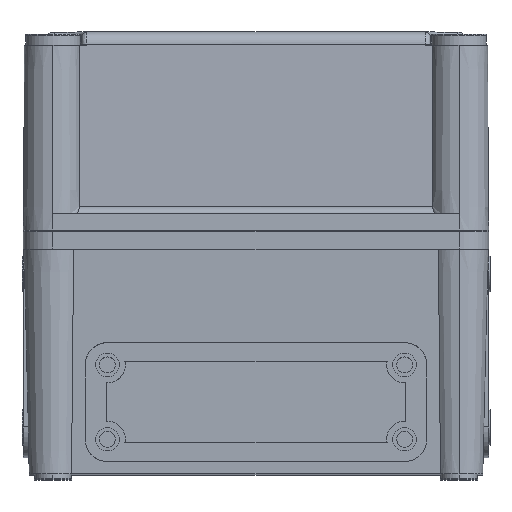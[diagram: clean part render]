
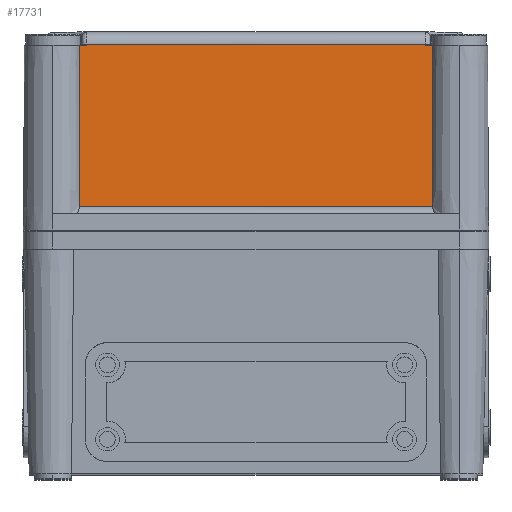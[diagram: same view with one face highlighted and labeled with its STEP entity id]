
A CAD part, top view. The second image highlights one B-rep face of the part: STEP entity #17731.
In plain terms, the highlighted planar face has unit normal (0, 0.019, 1).
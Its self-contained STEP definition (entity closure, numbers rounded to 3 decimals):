
#43 = EDGE_CURVE ( 'NONE', #18542, #20132, #19081, .T. ) ;
#129 = CARTESIAN_POINT ( 'NONE',  ( -71.009, 75.096, 131.149 ) ) ;
#220 = EDGE_CURVE ( 'NONE', #25758, #2687, #27338, .T. ) ;
#1770 = EDGE_LOOP ( 'NONE', ( #13085, #10320, #21300, #13946, #20614, #11259, #20858, #15357 ) ) ;
#2006 = CARTESIAN_POINT ( 'NONE',  ( 71.161, 74.5, 131.16 ) ) ;
#2492 = CARTESIAN_POINT ( 'NONE',  ( -68.559, 74.699, 131.156 ) ) ;
#2687 = VERTEX_POINT ( 'NONE', #4514 ) ;
#3321 = CARTESIAN_POINT ( 'NONE',  ( -87.466, 6.5, 132.466 ) ) ;
#3431 = B_SPLINE_CURVE_WITH_KNOTS ( 'NONE', 3,
 ( #13906, #18523, #2492, #4800 ),
 .UNSPECIFIED., .F., .F.,
 ( 4, 4 ),
 ( 0., 0.001 ),
 .UNSPECIFIED. ) ;
#3815 = EDGE_CURVE ( 'NONE', #26703, #25758, #16704, .T. ) ;
#4292 = VECTOR ( 'NONE', #5063, 1000. ) ;
#4514 = CARTESIAN_POINT ( 'NONE',  ( 68.55, 75.096, 131.149 ) ) ;
#4661 = CARTESIAN_POINT ( 'NONE',  ( 68.563, 74.5, 131.16 ) ) ;
#4717 = FACE_OUTER_BOUND ( 'NONE', #1770, .T. ) ;
#4749 = DIRECTION ( 'NONE',  ( -1., 0., 0. ) ) ;
#4800 = CARTESIAN_POINT ( 'NONE',  ( -68.563, 74.5, 131.16 ) ) ;
#4956 = AXIS2_PLACEMENT_3D ( 'NONE', #3321, #17021, #7593 ) ;
#5063 = DIRECTION ( 'NONE',  ( -1., 0., 0. ) ) ;
#5977 = EDGE_CURVE ( 'NONE', #20132, #26703, #8026, .T. ) ;
#5979 = VECTOR ( 'NONE', #4749, 1000. ) ;
#6529 = CARTESIAN_POINT ( 'NONE',  ( -71.161, 74.5, 131.16 ) ) ;
#6918 = CARTESIAN_POINT ( 'NONE',  ( 68.55, 75.096, 131.149 ) ) ;
#7086 = VERTEX_POINT ( 'NONE', #22983 ) ;
#7593 = DIRECTION ( 'NONE',  ( 0., -1., 0.019 ) ) ;
#8026 =( BOUNDED_CURVE ( )  B_SPLINE_CURVE ( 3, ( #27224, #25525, #20758, #2006 ),
 .UNSPECIFIED., .F., .F. ) 
 B_SPLINE_CURVE_WITH_KNOTS ( ( 4, 4 ),
 ( 1.364, 1.476 ),
 .UNSPECIFIED. ) 
 CURVE ( )  GEOMETRIC_REPRESENTATION_ITEM ( )  RATIONAL_B_SPLINE_CURVE ( ( 1., 0.999, 0.999, 1. ) ) 
 REPRESENTATION_ITEM ( '' )  );
#8914 = CARTESIAN_POINT ( 'NONE',  ( -71.261, 30.933, 131.997 ) ) ;
#9630 = EDGE_CURVE ( 'NONE', #26767, #18542, #10043, .T. ) ;
#10043 =( BOUNDED_CURVE ( )  B_SPLINE_CURVE ( 3, ( #6529, #26749, #8914, #29048 ),
 .UNSPECIFIED., .F., .F. ) 
 B_SPLINE_CURVE_WITH_KNOTS ( ( 4, 4 ),
 ( 4.807, 4.919 ),
 .UNSPECIFIED. ) 
 CURVE ( )  GEOMETRIC_REPRESENTATION_ITEM ( )  RATIONAL_B_SPLINE_CURVE ( ( 1., 0.999, 0.999, 1. ) ) 
 REPRESENTATION_ITEM ( '' )  );
#10320 = ORIENTED_EDGE ( 'NONE', *, *, #27803, .T. ) ;
#10727 = DIRECTION ( 'NONE',  ( -1., 0., 0. ) ) ;
#11259 = ORIENTED_EDGE ( 'NONE', *, *, #5977, .T. ) ;
#11810 = CARTESIAN_POINT ( 'NONE',  ( 68.563, 74.5, 131.16 ) ) ;
#12159 = CARTESIAN_POINT ( 'NONE',  ( -87.466, 9.442, 132.409 ) ) ;
#13085 = ORIENTED_EDGE ( 'NONE', *, *, #23351, .T. ) ;
#13906 = CARTESIAN_POINT ( 'NONE',  ( -68.55, 75.096, 131.149 ) ) ;
#13946 = ORIENTED_EDGE ( 'NONE', *, *, #9630, .T. ) ;
#14315 = LINE ( 'NONE', #21113, #4292 ) ;
#14703 = VERTEX_POINT ( 'NONE', #25007 ) ;
#15004 = CARTESIAN_POINT ( 'NONE',  ( -71.344, 9.442, 132.409 ) ) ;
#15357 = ORIENTED_EDGE ( 'NONE', *, *, #220, .T. ) ;
#15563 = LINE ( 'NONE', #129, #5979 ) ;
#16371 = CARTESIAN_POINT ( 'NONE',  ( 68.554, 74.897, 131.153 ) ) ;
#16470 = CARTESIAN_POINT ( 'NONE',  ( 71.344, 9.442, 132.409 ) ) ;
#16704 = LINE ( 'NONE', #19781, #26779 ) ;
#17021 = DIRECTION ( 'NONE',  ( 0., 0.019, 1. ) ) ;
#17731 = ADVANCED_FACE ( 'NONE', ( #4717 ), #19555, .T. ) ;
#18523 = CARTESIAN_POINT ( 'NONE',  ( -68.554, 74.897, 131.153 ) ) ;
#18542 = VERTEX_POINT ( 'NONE', #15004 ) ;
#19081 = LINE ( 'NONE', #12159, #19370 ) ;
#19370 = VECTOR ( 'NONE', #26556, 1000. ) ;
#19446 = CARTESIAN_POINT ( 'NONE',  ( -71.161, 74.5, 131.16 ) ) ;
#19555 = PLANE ( 'NONE',  #4956 ) ;
#19781 = CARTESIAN_POINT ( 'NONE',  ( 82., 74.5, 131.16 ) ) ;
#20132 = VERTEX_POINT ( 'NONE', #16470 ) ;
#20565 = CARTESIAN_POINT ( 'NONE',  ( 71.161, 74.5, 131.16 ) ) ;
#20614 = ORIENTED_EDGE ( 'NONE', *, *, #43, .T. ) ;
#20758 = CARTESIAN_POINT ( 'NONE',  ( 71.2, 52.641, 131.58 ) ) ;
#20858 = ORIENTED_EDGE ( 'NONE', *, *, #3815, .T. ) ;
#21113 = CARTESIAN_POINT ( 'NONE',  ( 82., 74.5, 131.16 ) ) ;
#21300 = ORIENTED_EDGE ( 'NONE', *, *, #26344, .T. ) ;
#22983 = CARTESIAN_POINT ( 'NONE',  ( -68.55, 75.096, 131.149 ) ) ;
#23351 = EDGE_CURVE ( 'NONE', #2687, #7086, #15563, .T. ) ;
#25007 = CARTESIAN_POINT ( 'NONE',  ( -68.563, 74.5, 131.16 ) ) ;
#25038 = CARTESIAN_POINT ( 'NONE',  ( 68.559, 74.699, 131.156 ) ) ;
#25525 = CARTESIAN_POINT ( 'NONE',  ( 71.261, 30.933, 131.997 ) ) ;
#25758 = VERTEX_POINT ( 'NONE', #4661 ) ;
#26344 = EDGE_CURVE ( 'NONE', #14703, #26767, #14315, .T. ) ;
#26556 = DIRECTION ( 'NONE',  ( 1., 0., 0. ) ) ;
#26703 = VERTEX_POINT ( 'NONE', #20565 ) ;
#26749 = CARTESIAN_POINT ( 'NONE',  ( -71.2, 52.641, 131.58 ) ) ;
#26767 = VERTEX_POINT ( 'NONE', #19446 ) ;
#26779 = VECTOR ( 'NONE', #10727, 1000. ) ;
#27224 = CARTESIAN_POINT ( 'NONE',  ( 71.344, 9.442, 132.409 ) ) ;
#27338 = B_SPLINE_CURVE_WITH_KNOTS ( 'NONE', 3,
 ( #11810, #25038, #16371, #6918 ),
 .UNSPECIFIED., .F., .F.,
 ( 4, 4 ),
 ( 0.065, 0.066 ),
 .UNSPECIFIED. ) ;
#27803 = EDGE_CURVE ( 'NONE', #7086, #14703, #3431, .T. ) ;
#29048 = CARTESIAN_POINT ( 'NONE',  ( -71.344, 9.442, 132.409 ) ) ;
